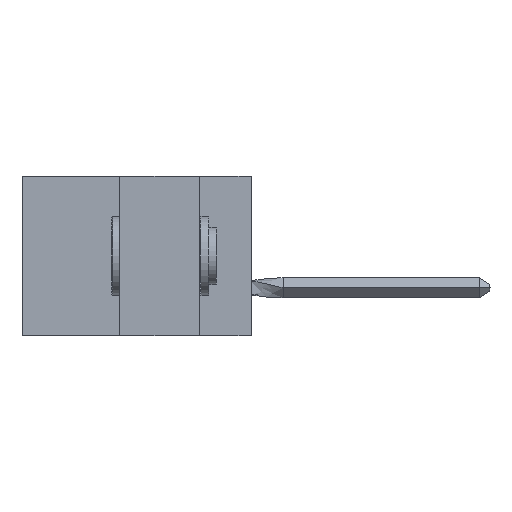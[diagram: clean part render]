
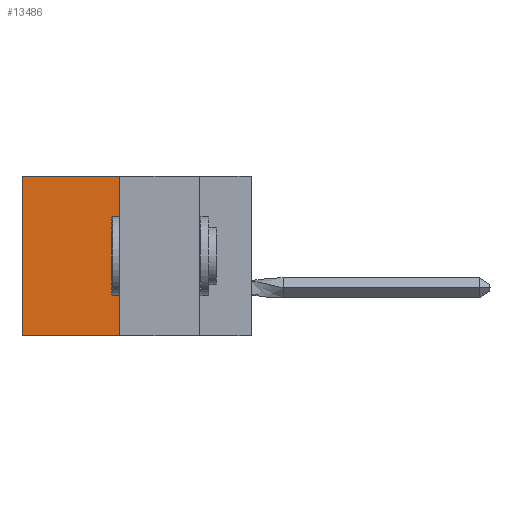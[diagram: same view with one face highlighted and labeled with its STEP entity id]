
A CAD part, left-side view. The second image highlights one B-rep face of the part: STEP entity #13486.
In plain terms, the highlighted planar face has unit normal (-1, 0, 0).
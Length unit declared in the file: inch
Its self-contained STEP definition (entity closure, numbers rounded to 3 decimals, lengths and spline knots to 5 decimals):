
#427 = ORIENTED_EDGE ( 'NONE', *, *, #9490, .F. ) ;
#609 = FACE_OUTER_BOUND ( 'NONE', #8906, .T. ) ;
#628 = LINE ( 'NONE', #12015, #14572 ) ;
#1790 = VERTEX_POINT ( 'NONE', #12942 ) ;
#2248 = DIRECTION ( 'NONE',  ( 0., 1., 0. ) ) ;
#2911 = VECTOR ( 'NONE', #28623, 39.37008 ) ;
#5203 = EDGE_CURVE ( 'NONE', #1790, #33550, #628, .T. ) ;
#6085 = VECTOR ( 'NONE', #30615, 39.37008 ) ;
#8906 = EDGE_LOOP ( 'NONE', ( #15269, #18746, #427, #10454 ) ) ;
#9490 = EDGE_CURVE ( 'NONE', #32330, #1790, #37858, .T. ) ;
#10223 = DIRECTION ( 'NONE',  ( 1., 0., 0. ) ) ;
#10454 = ORIENTED_EDGE ( 'NONE', *, *, #30895, .T. ) ;
#12015 = CARTESIAN_POINT ( 'NONE',  ( 0.305, 0.413, -0.5 ) ) ;
#12942 = CARTESIAN_POINT ( 'NONE',  ( 0.305, 0.413, -0.5 ) ) ;
#13486 = ADVANCED_FACE ( 'NONE', ( #609 ), #37143, .F. ) ;
#14026 = VERTEX_POINT ( 'NONE', #38606 ) ;
#14572 = VECTOR ( 'NONE', #30982, 39.37008 ) ;
#15269 = ORIENTED_EDGE ( 'NONE', *, *, #35188, .T. ) ;
#18746 = ORIENTED_EDGE ( 'NONE', *, *, #5203, .F. ) ;
#19805 = LINE ( 'NONE', #25630, #2911 ) ;
#21724 = CARTESIAN_POINT ( 'NONE',  ( 0.305, 0.413, 0. ) ) ;
#24667 = CARTESIAN_POINT ( 'NONE',  ( 0.305, 0.413, -0.5 ) ) ;
#25208 = AXIS2_PLACEMENT_3D ( 'NONE', #30557, #10223, #28538 ) ;
#25618 = LINE ( 'NONE', #32916, #31456 ) ;
#25630 = CARTESIAN_POINT ( 'NONE',  ( 0.305, 0.72, -0.5 ) ) ;
#28538 = DIRECTION ( 'NONE',  ( 0., 0., -1. ) ) ;
#28623 = DIRECTION ( 'NONE',  ( 0., 0., -1. ) ) ;
#30557 = CARTESIAN_POINT ( 'NONE',  ( 0.305, 0.413, -0.5 ) ) ;
#30615 = DIRECTION ( 'NONE',  ( 0., 0., -1. ) ) ;
#30895 = EDGE_CURVE ( 'NONE', #32330, #14026, #25618, .T. ) ;
#30982 = DIRECTION ( 'NONE',  ( 0., 1., 0. ) ) ;
#31456 = VECTOR ( 'NONE', #2248, 39.37008 ) ;
#32002 = CARTESIAN_POINT ( 'NONE',  ( 0.305, 0.72, -0.5 ) ) ;
#32330 = VERTEX_POINT ( 'NONE', #21724 ) ;
#32916 = CARTESIAN_POINT ( 'NONE',  ( 0.305, 0.413, 0. ) ) ;
#33550 = VERTEX_POINT ( 'NONE', #32002 ) ;
#35188 = EDGE_CURVE ( 'NONE', #14026, #33550, #19805, .T. ) ;
#37143 = PLANE ( 'NONE',  #25208 ) ;
#37858 = LINE ( 'NONE', #24667, #6085 ) ;
#38606 = CARTESIAN_POINT ( 'NONE',  ( 0.305, 0.72, 0. ) ) ;
